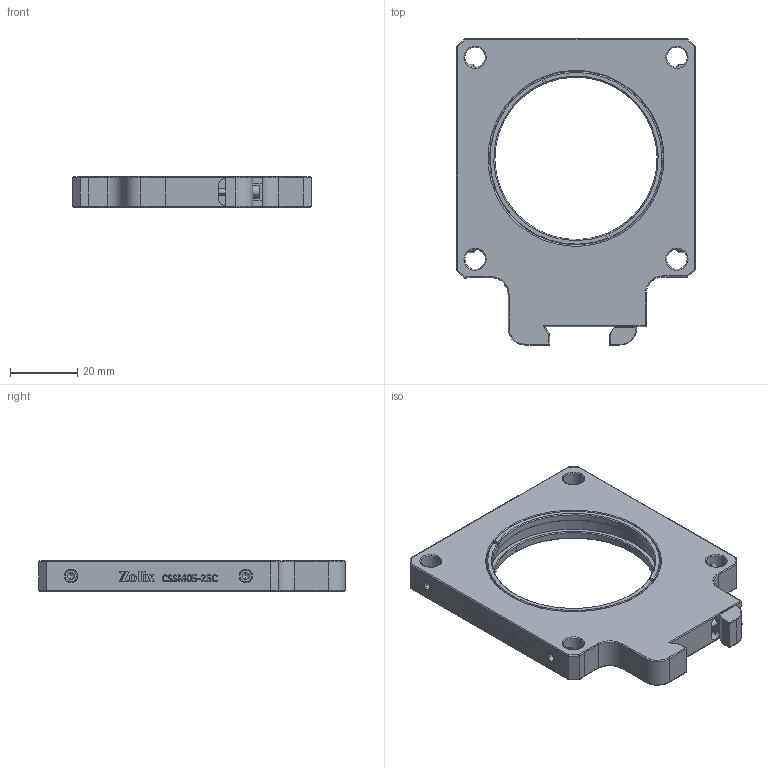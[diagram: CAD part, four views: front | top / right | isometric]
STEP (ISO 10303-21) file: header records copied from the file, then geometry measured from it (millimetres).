
FILE_DESCRIPTION (( 'STEP AP203' ), '1' );
FILE_NAME ('CSCA2-SM2.STEP', '2025-09-26T02:38:04', ( '' ), ( '' ), 'SwSTEP 2.0', 'SolidWorks 2020', '' );
FILE_SCHEMA (( 'CONFIG_CONTROL_DESIGN' ));
Length unit declared in the file: millimetre
Products named in the file (1): CSCA2-SM2
Bounding box: 71 x 91 x 9 mm (x, y, z)
Volume: 32696.6 mm3; surface area: 15673.5 mm2
Topology: 9 solids, 9 shells, 664 faces, 1718 edges, 1066 vertices
Faces by surface type: plane 338, bspline 141, cylinder 109, cone 72, torus 4
Entity records: 26537 total; most frequent: CARTESIAN_POINT 11351, ORIENTED_EDGE 3364, DIRECTION 2712, EDGE_CURVE 1682, VECTOR 1108, LINE 1108, VERTEX_POINT 1066, AXIS2_PLACEMENT_3D 802
